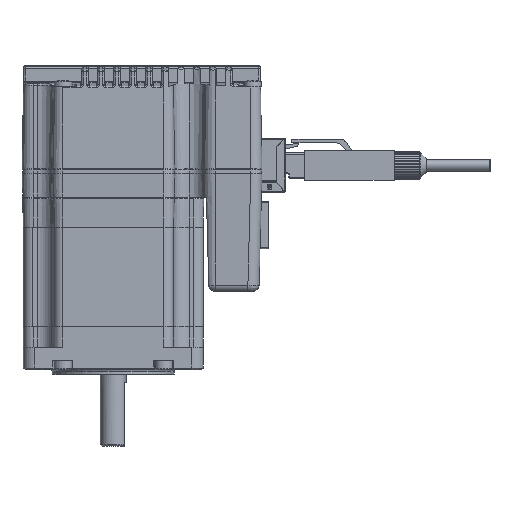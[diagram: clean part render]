
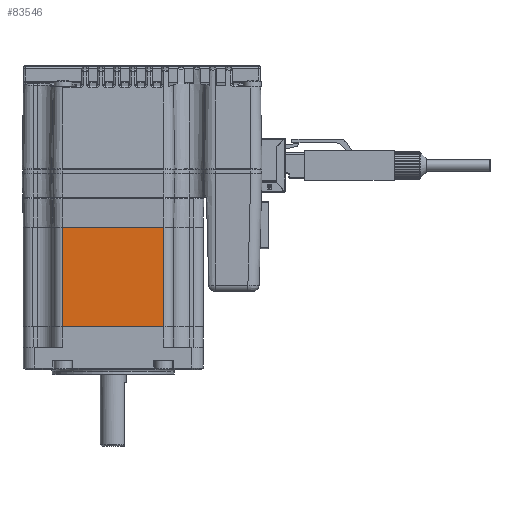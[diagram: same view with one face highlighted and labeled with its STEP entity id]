
A CAD part, left-side view. The second image highlights one B-rep face of the part: STEP entity #83546.
In plain terms, the highlighted face is planar.
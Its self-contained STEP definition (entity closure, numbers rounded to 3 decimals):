
#6944 = DIRECTION ( 'NONE',  ( 0., 0., 1. ) ) ;
#13896 = DIRECTION ( 'NONE',  ( 0., 0., -1. ) ) ;
#17868 = VERTEX_POINT ( 'NONE', #49831 ) ;
#18971 = CARTESIAN_POINT ( 'NONE',  ( 297.241, 143.793, 0. ) ) ;
#27185 = FACE_OUTER_BOUND ( 'NONE', #144055, .T. ) ;
#34127 = LINE ( 'NONE', #64100, #124606 ) ;
#38612 = VERTEX_POINT ( 'NONE', #179897 ) ;
#46557 = LINE ( 'NONE', #62609, #50836 ) ;
#48641 = DIRECTION ( 'NONE',  ( 0., 1., 0. ) ) ;
#49831 = CARTESIAN_POINT ( 'NONE',  ( 297.241, 175.393, 31. ) ) ;
#50836 = VECTOR ( 'NONE', #48641, 1000. ) ;
#61122 = CARTESIAN_POINT ( 'NONE',  ( 297.241, 175.393, 31. ) ) ;
#61457 = EDGE_CURVE ( 'NONE', #101111, #17868, #46557, .T. ) ;
#62609 = CARTESIAN_POINT ( 'NONE',  ( 297.241, 143.793, 31. ) ) ;
#64100 = CARTESIAN_POINT ( 'NONE',  ( 297.241, 143.793, 31. ) ) ;
#64116 = VECTOR ( 'NONE', #198545, 1000. ) ;
#68072 = VERTEX_POINT ( 'NONE', #148699 ) ;
#75034 = LINE ( 'NONE', #61122, #131297 ) ;
#83546 = ADVANCED_FACE ( 'NONE', ( #27185 ), #89221, .F. ) ;
#89221 = PLANE ( 'NONE',  #158785 ) ;
#101111 = VERTEX_POINT ( 'NONE', #184256 ) ;
#115573 = EDGE_CURVE ( 'NONE', #101111, #38612, #34127, .T. ) ;
#124606 = VECTOR ( 'NONE', #13896, 1000. ) ;
#128484 = ORIENTED_EDGE ( 'NONE', *, *, #61457, .F. ) ;
#131297 = VECTOR ( 'NONE', #204396, 1000. ) ;
#136156 = EDGE_CURVE ( 'NONE', #17868, #68072, #75034, .T. ) ;
#142917 = EDGE_CURVE ( 'NONE', #38612, #68072, #163346, .T. ) ;
#144055 = EDGE_LOOP ( 'NONE', ( #198955, #169427, #128484, #156144 ) ) ;
#148699 = CARTESIAN_POINT ( 'NONE',  ( 297.241, 175.393, 0. ) ) ;
#156144 = ORIENTED_EDGE ( 'NONE', *, *, #115573, .T. ) ;
#158785 = AXIS2_PLACEMENT_3D ( 'NONE', #188661, #189687, #6944 ) ;
#163346 = LINE ( 'NONE', #18971, #64116 ) ;
#169427 = ORIENTED_EDGE ( 'NONE', *, *, #136156, .F. ) ;
#179897 = CARTESIAN_POINT ( 'NONE',  ( 297.241, 143.793, 0. ) ) ;
#184256 = CARTESIAN_POINT ( 'NONE',  ( 297.241, 143.793, 31. ) ) ;
#188661 = CARTESIAN_POINT ( 'NONE',  ( 297.241, 143.793, 31. ) ) ;
#189687 = DIRECTION ( 'NONE',  ( -1., 0., 0. ) ) ;
#198545 = DIRECTION ( 'NONE',  ( 0., 1., 0. ) ) ;
#198955 = ORIENTED_EDGE ( 'NONE', *, *, #142917, .T. ) ;
#204396 = DIRECTION ( 'NONE',  ( 0., 0., -1. ) ) ;
